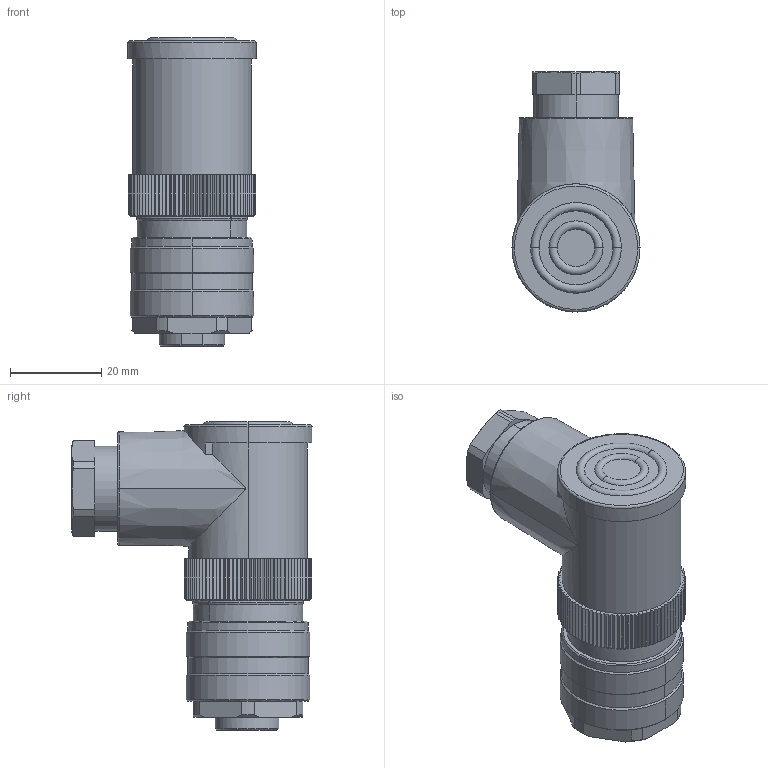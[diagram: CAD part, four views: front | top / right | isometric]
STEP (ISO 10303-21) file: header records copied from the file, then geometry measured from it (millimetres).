
FILE_DESCRIPTION(('CATIA V5 STEP Exchange','CAx-IF Rec.Pracs.--- Model Styling and Organization---1.4--- 2014-01-23'),'2;1');
FILE_NAME ('010709-2_0', '2022-04-11T06:41:25+00:00', ('none'), ('Weidmueller'), 'CATIA Version 5-6 Release 2016 SP3 HF44', 'CATIA V5 STEP AP214', 'none');
FILE_SCHEMA(('AUTOMOTIVE_DESIGN { 1 0 10303 214 1 1 1 1 }'));
Length unit declared in the file: millimetre
Products named in the file (1): 1291940000
Bounding box: 28 x 52.5 x 67.4 mm (x, y, z)
Volume: 45215.6 mm3; surface area: 12584.6 mm2
Topology: 2 solids, 3 shells, 523 faces, 1237 edges, 731 vertices
Faces by surface type: plane 253, cone 164, cylinder 82, torus 24
Entity records: 15622 total; most frequent: CARTESIAN_POINT 4460, ORIENTED_EDGE 2462, DIRECTION 1928, EDGE_CURVE 1231, AXIS2_PLACEMENT_3D 845, VERTEX_POINT 731, VECTOR 562, LINE 562
